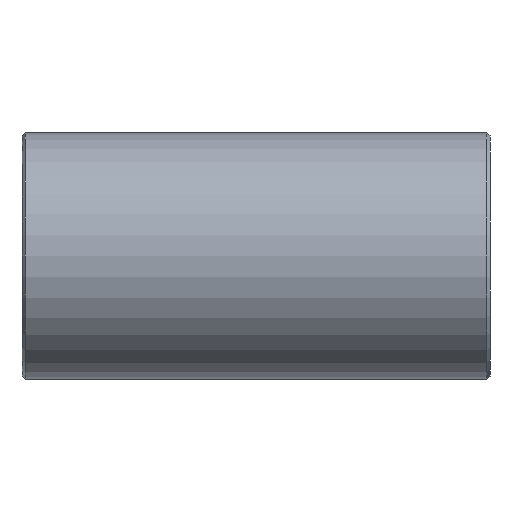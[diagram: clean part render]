
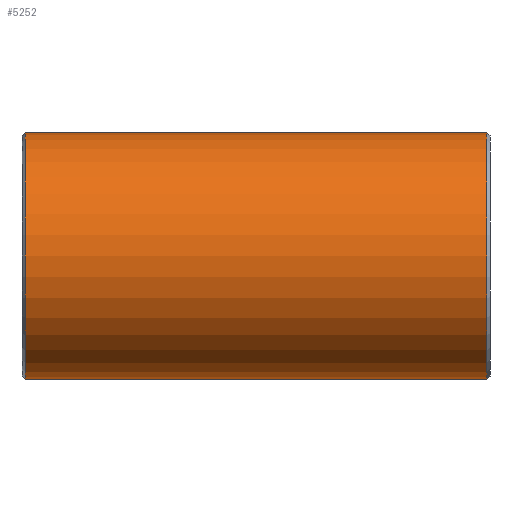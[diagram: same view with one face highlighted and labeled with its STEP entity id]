
A CAD part, front view. The second image highlights one B-rep face of the part: STEP entity #5252.
In plain terms, the highlighted cylindrical face has radius 20 mm (diameter 40 mm), a full revolution.
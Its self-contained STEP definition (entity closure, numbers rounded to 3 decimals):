
#147 = CARTESIAN_POINT ( 'NONE',  ( 47.6, 40., 20. ) ) ;
#310 = DIRECTION ( 'NONE',  ( 0., 0., -1. ) ) ;
#323 = DIRECTION ( 'NONE',  ( 0., 0., -1. ) ) ;
#367 = CARTESIAN_POINT ( 'NONE',  ( 0., 0., 20. ) ) ;
#387 = CARTESIAN_POINT ( 'NONE',  ( -37.5, 0., 0. ) ) ;
#566 = CARTESIAN_POINT ( 'NONE',  ( 37.5, 0., -20. ) ) ;
#740 = FACE_OUTER_BOUND ( 'NONE', #4878, .T. ) ;
#741 = AXIS2_PLACEMENT_3D ( 'NONE', #5659, #1652, #323 ) ;
#743 = CIRCLE ( 'NONE', #4832, 20. ) ;
#936 = CARTESIAN_POINT ( 'NONE',  ( 0., 0., -20. ) ) ;
#1079 =( BOUNDED_CURVE ( )  B_SPLINE_CURVE ( 3, ( #4219, #4165, #147, #2766 ),
 .UNSPECIFIED., .F., .T. ) 
 B_SPLINE_CURVE_WITH_KNOTS ( ( 4, 4 ),
 ( 1.571, 4.712 ),
 .UNSPECIFIED. ) 
 CURVE ( )  GEOMETRIC_REPRESENTATION_ITEM ( )  RATIONAL_B_SPLINE_CURVE ( ( 1., 0.333, 0.333, 1. ) ) 
 REPRESENTATION_ITEM ( '' )  );
#1090 = VERTEX_POINT ( 'NONE', #3310 ) ;
#1616 = VERTEX_POINT ( 'NONE', #3550 ) ;
#1652 = DIRECTION ( 'NONE',  ( 1., 0., 0. ) ) ;
#1825 = VERTEX_POINT ( 'NONE', #566 ) ;
#2223 = CARTESIAN_POINT ( 'NONE',  ( -47.6, 40., 20. ) ) ;
#2318 = ORIENTED_EDGE ( 'NONE', *, *, #3655, .T. ) ;
#2517 = DIRECTION ( 'NONE',  ( -1., 0., 0. ) ) ;
#2766 = CARTESIAN_POINT ( 'NONE',  ( 0., 0., 20. ) ) ;
#2858 = EDGE_CURVE ( 'NONE', #1616, #5641, #4046, .T. ) ;
#2915 = CYLINDRICAL_SURFACE ( 'NONE', #741, 20. ) ;
#3099 = ORIENTED_EDGE ( 'NONE', *, *, #2858, .T. ) ;
#3246 = CIRCLE ( 'NONE', #5016, 20. ) ;
#3310 = CARTESIAN_POINT ( 'NONE',  ( -37.5, 0., 20. ) ) ;
#3430 = FACE_OUTER_BOUND ( 'NONE', #3645, .T. ) ;
#3494 = ORIENTED_EDGE ( 'NONE', *, *, #3853, .T. ) ;
#3550 = CARTESIAN_POINT ( 'NONE',  ( 0., 0., 20. ) ) ;
#3645 = EDGE_LOOP ( 'NONE', ( #3820 ) ) ;
#3655 = EDGE_CURVE ( 'NONE', #1825, #1825, #3246, .T. ) ;
#3696 = DIRECTION ( 'NONE',  ( 0., 0., 1. ) ) ;
#3820 = ORIENTED_EDGE ( 'NONE', *, *, #5527, .T. ) ;
#3853 = EDGE_CURVE ( 'NONE', #5641, #1616, #1079, .T. ) ;
#4046 =( BOUNDED_CURVE ( )  B_SPLINE_CURVE ( 3, ( #367, #2223, #4328, #4389 ),
 .UNSPECIFIED., .F., .F. ) 
 B_SPLINE_CURVE_WITH_KNOTS ( ( 4, 4 ),
 ( 1.571, 4.712 ),
 .UNSPECIFIED. ) 
 CURVE ( )  GEOMETRIC_REPRESENTATION_ITEM ( )  RATIONAL_B_SPLINE_CURVE ( ( 1., 0.333, 0.333, 1. ) ) 
 REPRESENTATION_ITEM ( '' )  );
#4165 = CARTESIAN_POINT ( 'NONE',  ( 47.6, 40., -20. ) ) ;
#4219 = CARTESIAN_POINT ( 'NONE',  ( 0., 0., -20. ) ) ;
#4262 = FACE_BOUND ( 'NONE', #5037, .T. ) ;
#4328 = CARTESIAN_POINT ( 'NONE',  ( -47.6, 40., -20. ) ) ;
#4389 = CARTESIAN_POINT ( 'NONE',  ( 0., 0., -20. ) ) ;
#4737 = CARTESIAN_POINT ( 'NONE',  ( 37.5, 0., 0. ) ) ;
#4832 = AXIS2_PLACEMENT_3D ( 'NONE', #387, #5046, #3696 ) ;
#4878 = EDGE_LOOP ( 'NONE', ( #2318 ) ) ;
#5016 = AXIS2_PLACEMENT_3D ( 'NONE', #4737, #2517, #310 ) ;
#5037 = EDGE_LOOP ( 'NONE', ( #3099, #3494 ) ) ;
#5046 = DIRECTION ( 'NONE',  ( 1., 0., 0. ) ) ;
#5252 = ADVANCED_FACE ( 'NONE', ( #740, #3430, #4262 ), #2915, .T. ) ;
#5527 = EDGE_CURVE ( 'NONE', #1090, #1090, #743, .T. ) ;
#5641 = VERTEX_POINT ( 'NONE', #936 ) ;
#5659 = CARTESIAN_POINT ( 'NONE',  ( 0., 0., 0. ) ) ;
